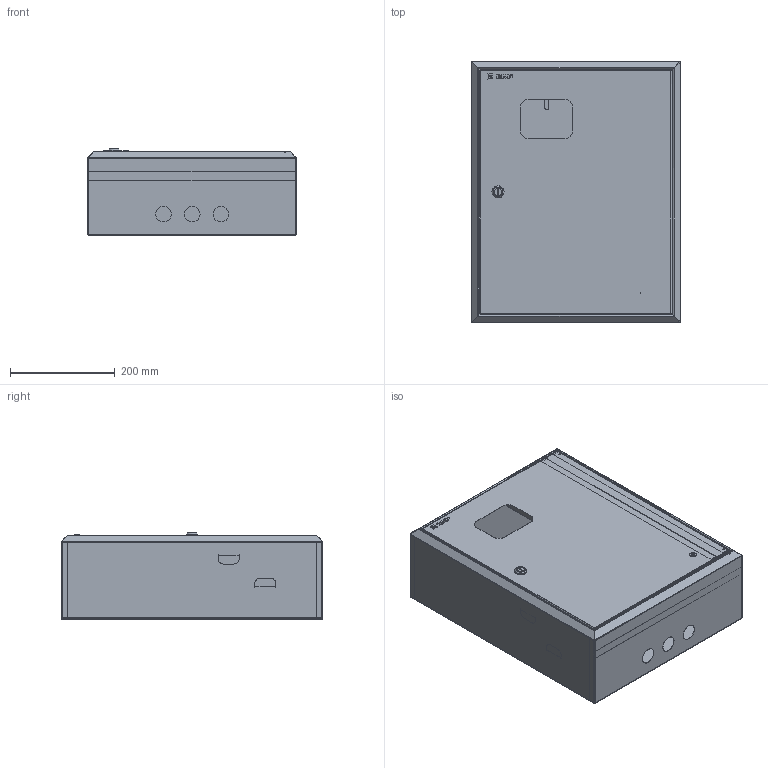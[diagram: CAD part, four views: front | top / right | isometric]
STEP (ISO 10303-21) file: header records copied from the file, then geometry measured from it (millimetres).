
FILE_DESCRIPTION (( 'STEP AP214' ), '1' );
FILE_NAME ('棞蚐 3-24 IP31 EKF 昈-892.STEP', '2017-08-31T08:05:40', ( 'Admin' ), ( '' ), 'SwSTEP 2.0', 'SolidWorks 2017', '' );
FILE_SCHEMA (( 'AUTOMOTIVE_DESIGN' ));
Length unit declared in the file: millimetre
Products named in the file (39): Ïðîêëàäêà; 昈-888.00.00.001 赶鎀鍧; Washer 6402_3_gost_丐ｩ｡ 2 6 ヮ葬 6402-70; ÌÈ-892.02.00.000 Ïàíåëü â ñáîðå; 昈-892.02.00.001 眈翴錪; Ïðîêëàäêà ìåòàëëè÷åñêàÿ; ÌÈ-887.03.00.000 Ïàíåëü ëåâàÿ â ñáîðå; Òåëî çàìêà; ÌÈ-887.03.00.001 Ïàíåëü ëåâàÿ; Çàêëåïêà öèëèíäðè÷åñêàÿ Ì4 ÑÒ-Á ñ âíóòðåííåé ðåçüáîé_Œ8; Ïàíåëü ñ÷åò÷èêà 3õ ôàçíîãî ÌÈ-512.00.00.001; ﾌﾈ-888.02.00.001 ﾄ粢; ÌÈ-892.01.00.000 Êîðïóñ â ñáîðå; pan head cross recess screw_din_ISO 7045 - M4 x 16 - Z --- 16N; ÌÈ-892.01.02.000 Ñòåíêà çàäíÿÿ â ñáîðå; DIN-ðåéêà; ﾌﾈ-892.01.02.002 ﾊ煇鳫; hex flange nut_din_Hexagon Flange Nut DIN 6923 - M6 - N; Øïèëüêà îáìåäíåííàÿ Ì6õ20; ÌÈ-888.02.00.000 Äâåðü â ñáîðå; ÌÈ-888.01.02.001 Ñòåíêà çàäíÿÿ; 呧蜦 3D; ÌÈ-892.01.01.000 Ñòåíêà ïðàâàÿ â ñáîðå; ﾌﾈ-887.02.00.002 ﾐ裔; ﾌﾈ-888.01.01.002 ﾊ煇鳫; Çàìîê ïî÷òîâûé; Øïèëüêà Ì6õ12; ßçû÷îê 2; Êðîíøòåéí 40õ40; Âíóòðåííåå òåëî çàìêà; ÌÈ-892.03.00.000 Ïàíåëü ïðàâàÿ â ñáîðå; ÌÈ-888.01.01.001 Ñòåíêà ïðàâàÿ; Ãàéêà; ÌÈ-892.03.00.001 Ïàíåëü ïðàâàÿ; Ïðîêëàäêà ìåòàëëè÷åñêàÿ 2; DIN-ðåéêà 2; 棞蚐 3-24 IP31 EKF 昈-892; pan head cross recess screw_din_ISO 7045 - M4 x 6 - Z --- 6N; cross ph tapping 968_din_Screw DIN 968-ST4.2x13-C-H-N
Assembly tree (71 placements, depth 4):
  棞蚐 3-24 IP31 EKF 昈-892
    ÌÈ-892.01.00.000 Êîðïóñ â ñáîðå
      ÌÈ-892.01.01.000 Ñòåíêà ïðàâàÿ â ñáîðå
        ÌÈ-888.01.01.001 Ñòåíêà ïðàâàÿ
        Êðîíøòåéí 40õ40  x5
        Øïèëüêà Ì6õ12
        ﾌﾈ-888.01.01.002 ﾊ煇鳫
      ÌÈ-892.01.02.000 Ñòåíêà çàäíÿÿ â ñáîðå
        ÌÈ-888.01.02.001 Ñòåíêà çàäíÿÿ
        Êðîíøòåéí 40õ40  x2
        Øïèëüêà îáìåäíåííàÿ Ì6õ20  x2
        ﾌﾈ-892.01.02.002 ﾊ煇鳫
    ÌÈ-888.02.00.000 Äâåðü â ñáîðå
      ﾌﾈ-888.02.00.001 ﾄ粢
      Øïèëüêà Ì6õ12
      Çàêëåïêà öèëèíäðè÷åñêàÿ Ì4 ÑÒ-Á ñ âíóòðåííåé ðåçüáîé_Œ8  x2
      Çàìîê ïî÷òîâûé
        Òåëî çàìêà
        Ïðîêëàäêà ìåòàëëè÷åñêàÿ
        Washer 6402_3_gost_丐ｩ｡ 2 6 ヮ葬 6402-70
        Ïðîêëàäêà
        pan head cross recess screw_din_ISO 7045 - M4 x 6 - Z --- 6N
        Ïðîêëàäêà ìåòàëëè÷åñêàÿ 2
        Ãàéêà
        Âíóòðåííåå òåëî çàìêà
        ßçû÷îê 2
      ﾌﾈ-887.02.00.002 ﾐ裔
      呧蜦 3D
    hex flange nut_din_Hexagon Flange Nut DIN 6923 - M6 - N  x4
    DIN-ðåéêà
    pan head cross recess screw_din_ISO 7045 - M4 x 16 - Z --- 16N  x2
    Ïàíåëü ñ÷åò÷èêà 3õ ôàçíîãî ÌÈ-512.00.00.001
    ÌÈ-887.03.00.000 Ïàíåëü ëåâàÿ â ñáîðå
      ÌÈ-887.03.00.001 Ïàíåëü ëåâàÿ
      Øïèëüêà Ì6õ12
    ÌÈ-892.02.00.000 Ïàíåëü â ñáîðå
      昈-892.02.00.001 眈翴錪
      Øïèëüêà Ì6õ12
    昈-888.00.00.001 赶鎀鍧
    cross ph tapping 968_din_Screw DIN 968-ST4.2x13-C-H-N  x18
    DIN-ðåéêà 2
    ÌÈ-892.03.00.000 Ïàíåëü ïðàâàÿ â ñáîðå
      ÌÈ-892.03.00.001 Ïàíåëü ïðàâàÿ
      Øïèëüêà Ì6õ12
Bounding box: 400 x 500 x 164.58 mm (x, y, z)
Volume: 744358.7 mm3; surface area: 2073741.3 mm2
Topology: 70 solids, 70 shells, 2151 faces, 5338 edges, 3351 vertices
Faces by surface type: plane 1179, cylinder 612, bspline 160, cone 130, sphere 42, torus 28
Entity records: 43285 total; most frequent: CARTESIAN_POINT 10818, DIRECTION 6230, ORIENTED_EDGE 6184, EDGE_CURVE 3092, AXIS2_PLACEMENT_3D 2107, VECTOR 2016, LINE 2016, VERTEX_POINT 1919
